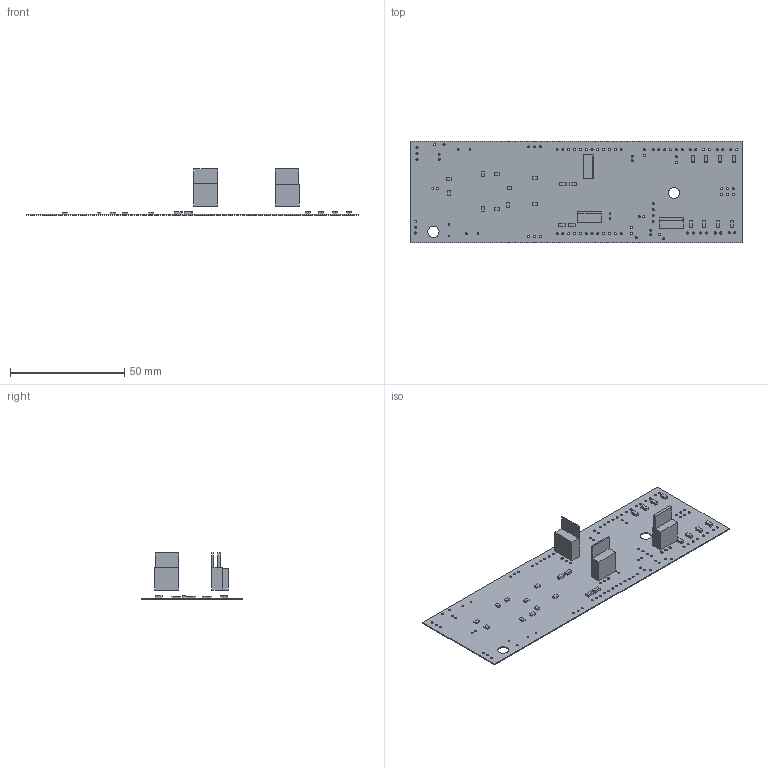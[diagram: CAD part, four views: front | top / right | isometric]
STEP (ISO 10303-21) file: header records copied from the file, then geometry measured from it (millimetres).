
FILE_DESCRIPTION(('Open CASCADE Model'),'2;1');
FILE_NAME('Open CASCADE Shape Model','2019-02-27T22:42:43',('Author'),( 'Open CASCADE'),'Open CASCADE STEP processor 6.8','Open CASCADE 6.8' ,'Unknown');
FILE_SCHEMA(('AUTOMOTIVE_DESIGN { 1 0 10303 214 1 1 1 1 }'));
Length unit declared in the file: millimetre
Products named in the file (1): PCB
Bounding box: 145.03 x 44.45 x 20.11 mm (x, y, z)
Volume: 4305 mm3; surface area: 14973.3 mm2
Topology: 29 solids, 29 shells, 282 faces, 672 edges, 448 vertices
Faces by surface type: plane 174, cylinder 108
Full cylindrical faces by diameter (mm): 0.7 x6, 0.838 x12, 0.9 x74, 0.902 x5, 1.1 x9, 4.876 x2
Entity records: 8786 total; most frequent: DIRECTION 1454, CARTESIAN_POINT 1403, ORIENTED_EDGE 1344, EDGE_CURVE 672, AXIS2_PLACEMENT_3D 499, FACE_BOUND 498, EDGE_LOOP 498, LINE 456
